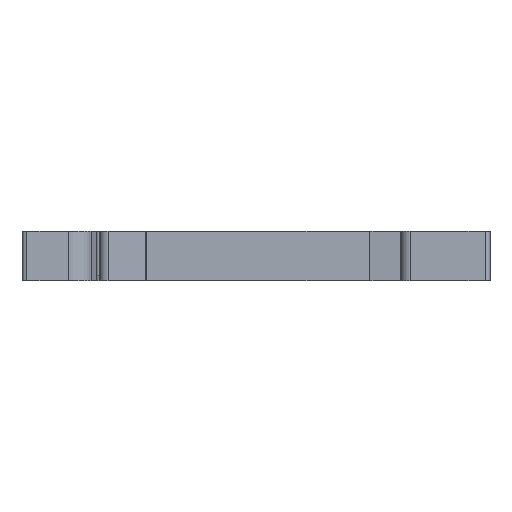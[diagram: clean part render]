
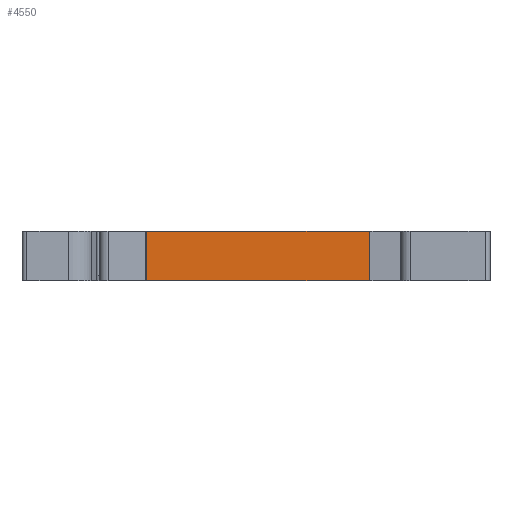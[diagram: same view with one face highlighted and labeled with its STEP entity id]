
A CAD part, front view. The second image highlights one B-rep face of the part: STEP entity #4550.
In plain terms, the highlighted planar face has unit normal (0, -1, 0).
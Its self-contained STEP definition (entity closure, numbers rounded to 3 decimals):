
#253=DIRECTION('',(1.,0.,0.));
#254=VECTOR('',#253,23.04);
#255=CARTESIAN_POINT('',(-11.32,0.3,-2.95));
#256=LINE('',#255,#254);
#627=DIRECTION('',(-1.,0.,0.));
#628=VECTOR('',#627,23.04);
#629=CARTESIAN_POINT('',(11.72,0.3,2.15));
#630=LINE('',#629,#628);
#1239=DIRECTION('',(0.,0.,1.));
#1240=VECTOR('',#1239,5.1);
#1241=CARTESIAN_POINT('',(11.72,0.3,-2.95));
#1242=LINE('',#1241,#1240);
#1243=DIRECTION('',(0.,0.,-1.));
#1244=VECTOR('',#1243,5.1);
#1245=CARTESIAN_POINT('',(-11.32,0.3,2.15));
#1246=LINE('',#1245,#1244);
#2703=CARTESIAN_POINT('',(-11.32,0.3,-2.95));
#2704=VERTEX_POINT('',#2703);
#2705=CARTESIAN_POINT('',(11.72,0.3,-2.95));
#2706=VERTEX_POINT('',#2705);
#2835=CARTESIAN_POINT('',(11.72,0.3,2.15));
#2836=VERTEX_POINT('',#2835);
#2837=CARTESIAN_POINT('',(-11.32,0.3,2.15));
#2838=VERTEX_POINT('',#2837);
#4538=CARTESIAN_POINT('',(11.72,0.3,2.15));
#4539=DIRECTION('',(0.,1.,0.));
#4540=DIRECTION('',(-1.,0.,0.));
#4541=AXIS2_PLACEMENT_3D('',#4538,#4539,#4540);
#4542=PLANE('',#4541);
#4543=ORIENTED_EDGE('',*,*,#3875,.F.);
#4544=ORIENTED_EDGE('',*,*,#4533,.F.);
#4545=ORIENTED_EDGE('',*,*,#3514,.F.);
#4547=ORIENTED_EDGE('',*,*,#4546,.F.);
#4548=EDGE_LOOP('',(#4543,#4544,#4545,#4547));
#4549=FACE_OUTER_BOUND('',#4548,.F.);
#4550=ADVANCED_FACE('',(#4549),#4542,.F.);
#3514=EDGE_CURVE('',#2704,#2706,#256,.T.);
#3875=EDGE_CURVE('',#2836,#2838,#630,.T.);
#4533=EDGE_CURVE('',#2706,#2836,#1242,.T.);
#4546=EDGE_CURVE('',#2838,#2704,#1246,.T.);
